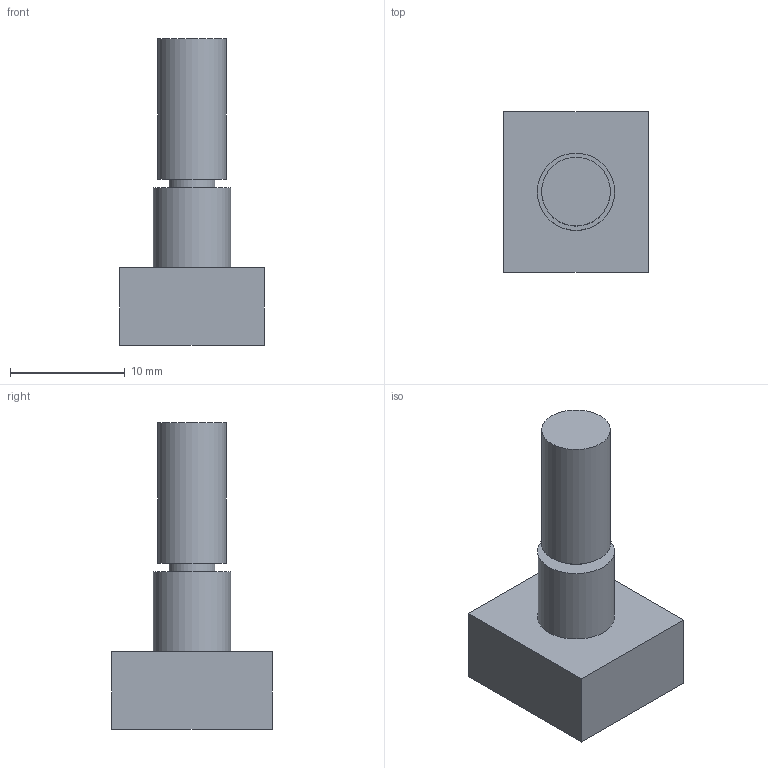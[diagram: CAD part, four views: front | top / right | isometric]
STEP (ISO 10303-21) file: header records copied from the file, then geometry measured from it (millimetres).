
FILE_DESCRIPTION(/* description */ ('STEP AP242','CAx-IF Rec.Pracs.---Representation and Presentation of Product Manufacturing Information (PMI)---4.0---2014-10-13','CAx-IF Rec.Pracs.---3D Tessellated Geometry---0.4---2014-09-14','2;1'),/* implementation_level */ '2;1');
FILE_NAME(/* name */ '66f73b4da8ae57032b65a731',/* time_stamp */ '2024-09-27T23:10:05Z',/* author */ (''),/* organization */ (''),/* preprocessor_version */ 'ST-DEVELOPER v20',/* originating_system */ ' ',/* authorisation */ ' ');
FILE_SCHEMA (('AP242_MANAGED_MODEL_BASED_3D_ENGINEERING_MIM_LF { 1 0 10303 442 1 1 4 }'));
Length unit declared in the file: metre
Products named in the file (2): Part 1; Part 2
Bounding box: 12.6 x 14 x 26.75 mm (x, y, z)
Volume: 1797 mm3; surface area: 1157.2 mm2
Topology: 2 solids, 2 shells, 13 faces, 21 edges, 14 vertices
Faces by surface type: plane 10, cylinder 3
Full cylindrical faces by diameter (mm): 4 x1, 6 x1, 6.75 x1
Entity records: 334 total; most frequent: DIRECTION 54, CARTESIAN_POINT 47, ORIENTED_EDGE 36, AXIS2_PLACEMENT_3D 21, EDGE_CURVE 18, EDGE_LOOP 18, FACE_BOUND 18, VERTEX_POINT 14
